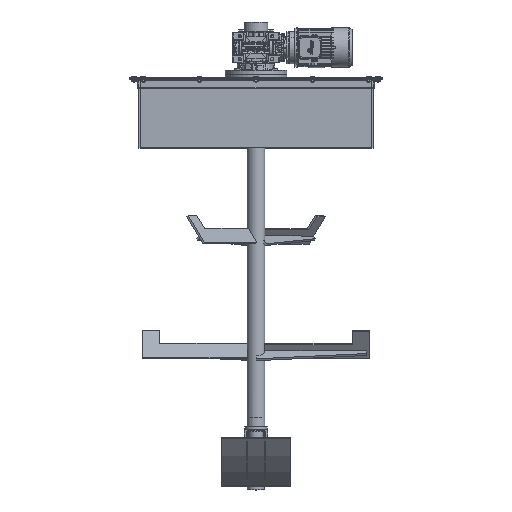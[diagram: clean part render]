
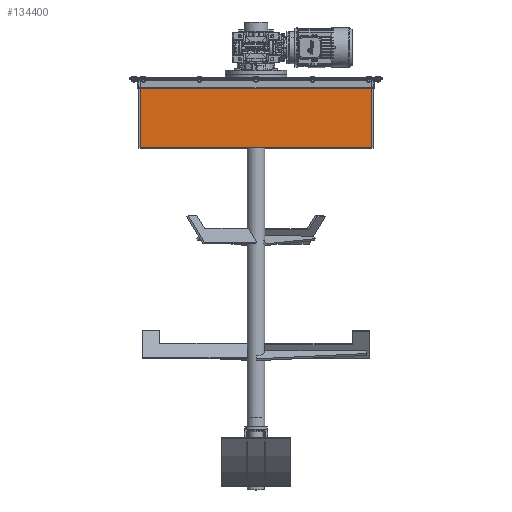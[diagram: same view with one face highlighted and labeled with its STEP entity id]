
A CAD part, top view. The second image highlights one B-rep face of the part: STEP entity #134400.
In plain terms, the highlighted planar face has unit normal (0, 0, 1).
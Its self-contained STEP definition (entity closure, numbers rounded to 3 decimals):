
#134291 = VERTEX_POINT('',#134292);
#134292 = CARTESIAN_POINT('',(504.,1511.,190.));
#134298 = EDGE_CURVE('',#134299,#134291,#134301,.T.);
#134299 = VERTEX_POINT('',#134300);
#134300 = CARTESIAN_POINT('',(504.,1211.,190.));
#134301 = LINE('',#134302,#134303);
#134302 = CARTESIAN_POINT('',(504.,1211.,190.));
#134303 = VECTOR('',#134304,1.);
#134304 = DIRECTION('',(0.,1.,0.));
#134329 = VERTEX_POINT('',#134330);
#134330 = CARTESIAN_POINT('',(-504.,1511.,190.));
#134336 = EDGE_CURVE('',#134291,#134329,#134337,.T.);
#134337 = LINE('',#134338,#134339);
#134338 = CARTESIAN_POINT('',(504.,1511.,190.));
#134339 = VECTOR('',#134340,1.);
#134340 = DIRECTION('',(-1.,0.,0.));
#134360 = VERTEX_POINT('',#134361);
#134361 = CARTESIAN_POINT('',(-504.,1211.,190.));
#134367 = EDGE_CURVE('',#134329,#134360,#134368,.T.);
#134368 = LINE('',#134369,#134370);
#134369 = CARTESIAN_POINT('',(-504.,1511.,190.));
#134370 = VECTOR('',#134371,1.);
#134371 = DIRECTION('',(0.,-1.,0.));
#134389 = EDGE_CURVE('',#134360,#134299,#134390,.T.);
#134390 = LINE('',#134391,#134392);
#134391 = CARTESIAN_POINT('',(-504.,1211.,190.));
#134392 = VECTOR('',#134393,1.);
#134393 = DIRECTION('',(1.,0.,0.));
#134400 = ADVANCED_FACE('',(#134401),#134407,.T.);
#134401 = FACE_BOUND('',#134402,.T.);
#134402 = EDGE_LOOP('',(#134403,#134404,#134405,#134406));
#134403 = ORIENTED_EDGE('',*,*,#134298,.T.);
#134404 = ORIENTED_EDGE('',*,*,#134336,.T.);
#134405 = ORIENTED_EDGE('',*,*,#134367,.T.);
#134406 = ORIENTED_EDGE('',*,*,#134389,.T.);
#134407 = PLANE('',#134408);
#134408 = AXIS2_PLACEMENT_3D('',#134409,#134410,#134411);
#134409 = CARTESIAN_POINT('',(-504.,1211.,190.));
#134410 = DIRECTION('',(0.,0.,1.));
#134411 = DIRECTION('',(1.,0.,0.));
